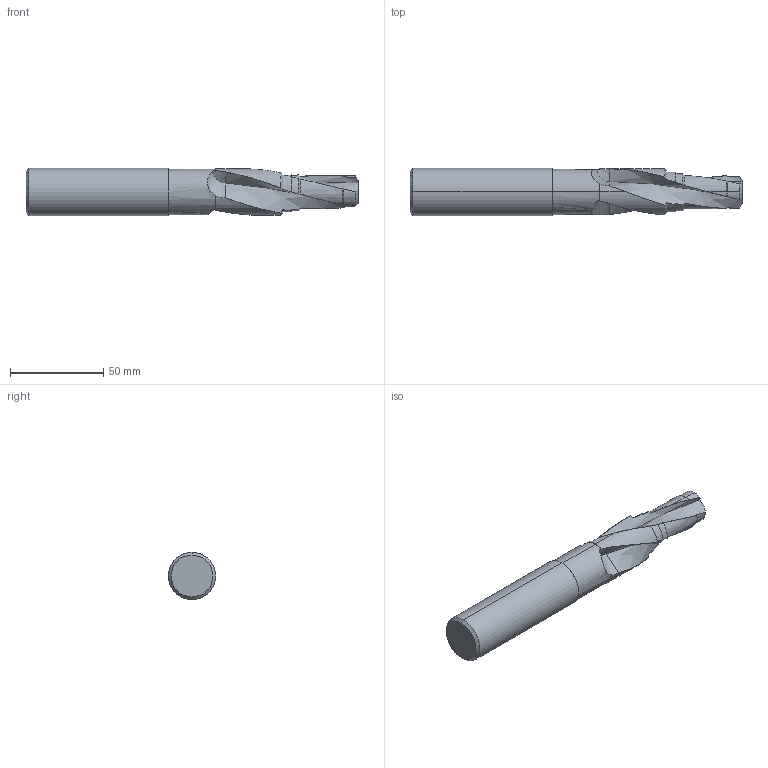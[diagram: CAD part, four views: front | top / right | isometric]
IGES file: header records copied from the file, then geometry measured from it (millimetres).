
Start section: SolidWorks IGES file using analytic representation for surfaces
Global section: file name: T-13-D-HSS.IGS; native system: SolidWorks 2014; preprocessor: SolidWorks 2014; author: Martin; date: 170614.112659; units: inch
Bounding box: 177.8 x 25.4 x 25.4 mm (x, y, z)
Surface area: 14532.9 mm2 (no closed solid volume)
Topology: 0 solids, 0 shells, 59 faces, 733 edges, 729 vertices
Faces by surface type: revolution 47, bspline 12
